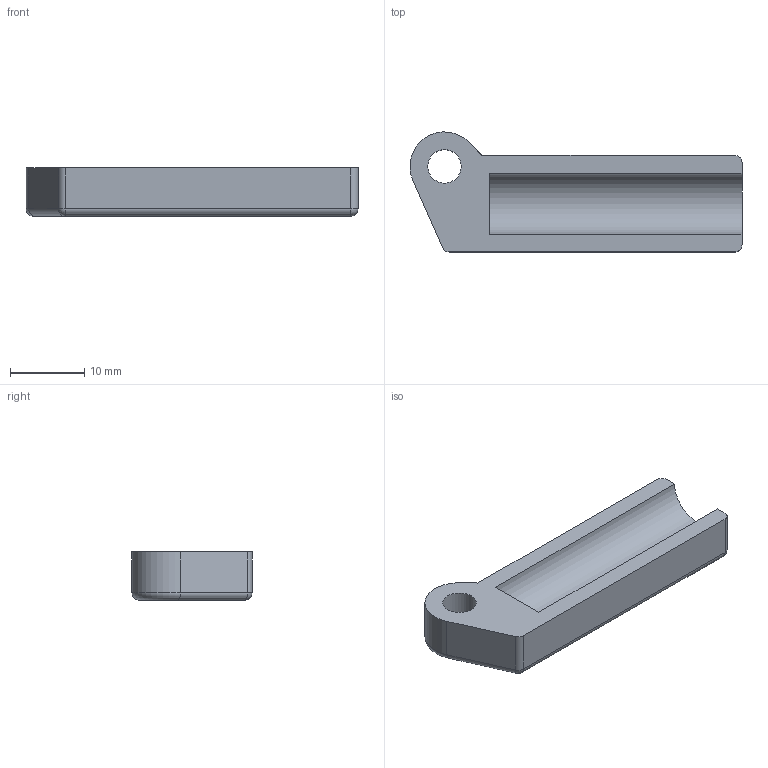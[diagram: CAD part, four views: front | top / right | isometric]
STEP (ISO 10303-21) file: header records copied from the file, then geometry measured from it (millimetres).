
FILE_DESCRIPTION(/* description */ (''),/* implementation_level */ '2;1');
FILE_NAME(/* name */ 'giunto-6.step',/* time_stamp */ '2020-10-02T21:47:57+02:00',/* author */ (''),/* organization */ (''),/* preprocessor_version */ 'ST-DEVELOPER v18.1',/* originating_system */ 'Autodesk Translation Framework v9.3.0.1241',/* authorisation */ '');
FILE_SCHEMA (('AUTOMOTIVE_DESIGN { 1 0 10303 214 3 1 1 }'));
Length unit declared in the file: millimetre
Products named in the file (1): giunto-6
Bounding box: 44.64 x 16.14 x 6.5 mm (x, y, z)
Volume: 2420.3 mm3; surface area: 1972.3 mm2
Topology: 1 solids, 1 shells, 21 faces, 48 edges, 29 vertices
Faces by surface type: cylinder 10, plane 7, torus 2, sphere 2
Full cylindrical faces by diameter (mm): 4.5 x1
Entity records: 632 total; most frequent: DIRECTION 113, CARTESIAN_POINT 104, ORIENTED_EDGE 96, EDGE_CURVE 48, AXIS2_PLACEMENT_3D 44, VERTEX_POINT 29, LINE 25, VECTOR 25
